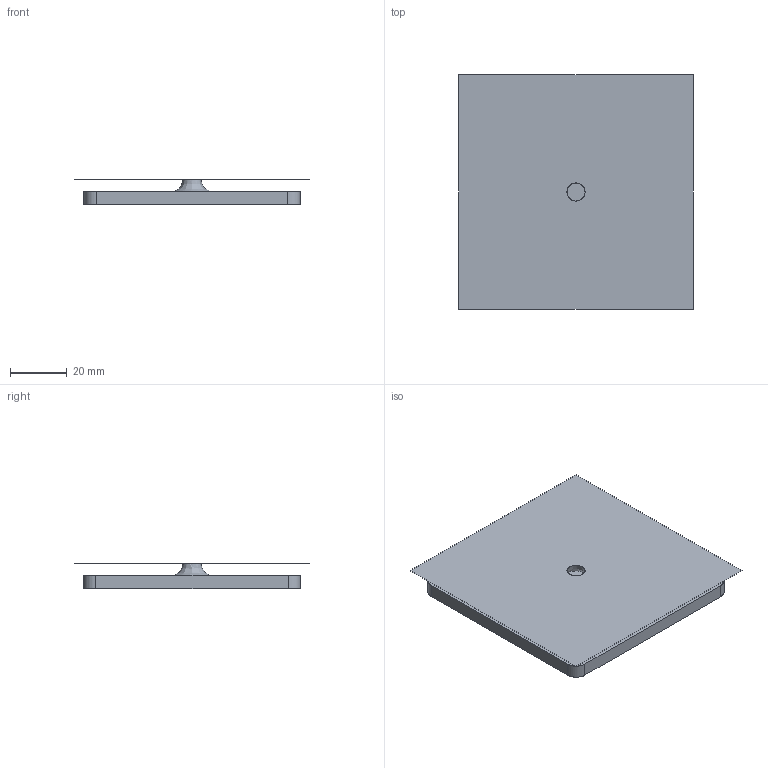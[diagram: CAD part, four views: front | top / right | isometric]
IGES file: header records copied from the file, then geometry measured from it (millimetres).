
Start section: IGES FILE DATA SOURCE = DDN PART ICEM PART NAME = ROUNDTYP ICEM PART SHEET NUMBER = 1
Global section: file name: roundtyp.igs; native system: ICEM TECHNOLOGIES - ICEM IGES; preprocessor: 3.3.03; date: 20030430.131104; units: millimetre
Bounding box: 82.55 x 82.55 x 9.09 mm (x, y, z)
Surface area: 20200 mm2 (no closed solid volume)
Topology: 0 solids, 0 shells, 17 faces, 702 edges, 705 vertices
Faces by surface type: bspline 17
